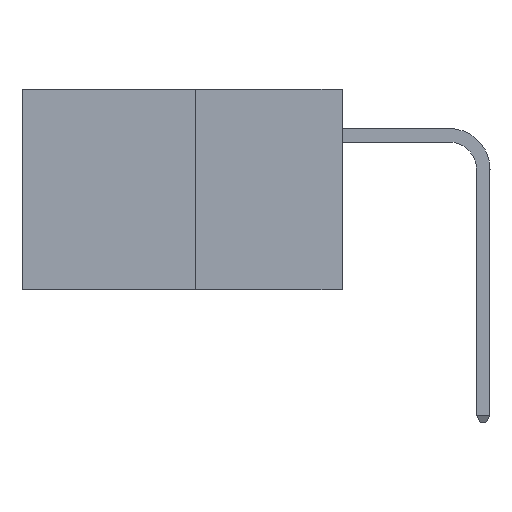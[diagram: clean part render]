
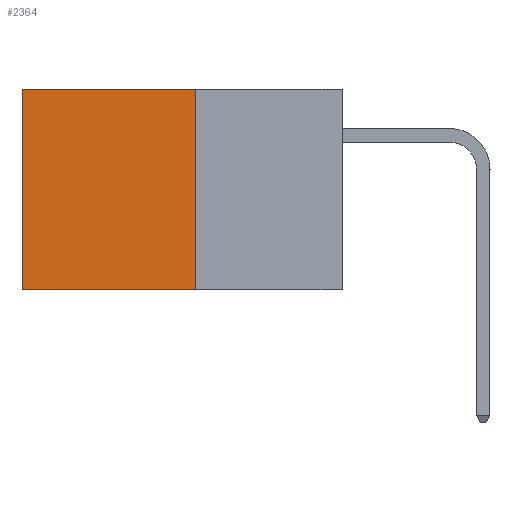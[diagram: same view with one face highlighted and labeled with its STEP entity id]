
A CAD part, left-side view. The second image highlights one B-rep face of the part: STEP entity #2364.
In plain terms, the highlighted planar face has unit normal (-1, 0, 0).
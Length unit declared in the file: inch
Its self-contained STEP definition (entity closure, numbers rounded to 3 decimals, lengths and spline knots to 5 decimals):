
#264 = VERTEX_POINT ( 'NONE', #1831 ) ;
#647 = LINE ( 'NONE', #10387, #10020 ) ;
#820 = ORIENTED_EDGE ( 'NONE', *, *, #10597, .F. ) ;
#1399 = DIRECTION ( 'NONE',  ( 0., 1., 0. ) ) ;
#1769 = EDGE_CURVE ( 'NONE', #7571, #4412, #3403, .T. ) ;
#1831 = CARTESIAN_POINT ( 'NONE',  ( 0.277, 0.59, 0. ) ) ;
#2364 = ADVANCED_FACE ( 'NONE', ( #8293 ), #6272, .F. ) ;
#2521 = CARTESIAN_POINT ( 'NONE',  ( 0.277, 0.59, -0.37 ) ) ;
#2660 = DIRECTION ( 'NONE',  ( 1., 0., 0. ) ) ;
#2683 = DIRECTION ( 'NONE',  ( 0., 0., -1. ) ) ;
#2910 = VECTOR ( 'NONE', #4407, 39.37008 ) ;
#2967 = CARTESIAN_POINT ( 'NONE',  ( 0.277, 0.27, -0.37 ) ) ;
#3087 = ORIENTED_EDGE ( 'NONE', *, *, #1769, .F. ) ;
#3403 = LINE ( 'NONE', #9211, #7879 ) ;
#3600 = CARTESIAN_POINT ( 'NONE',  ( 0.277, 0.27, 0. ) ) ;
#4407 = DIRECTION ( 'NONE',  ( 0., 0., -1. ) ) ;
#4412 = VERTEX_POINT ( 'NONE', #6896 ) ;
#5353 = LINE ( 'NONE', #2521, #2910 ) ;
#5766 = VECTOR ( 'NONE', #6538, 39.37008 ) ;
#6034 = LINE ( 'NONE', #3600, #5766 ) ;
#6068 = DIRECTION ( 'NONE',  ( 0., 0., -1. ) ) ;
#6272 = PLANE ( 'NONE',  #7500 ) ;
#6398 = EDGE_CURVE ( 'NONE', #6935, #264, #6034, .T. ) ;
#6538 = DIRECTION ( 'NONE',  ( 0., 1., 0. ) ) ;
#6757 = ORIENTED_EDGE ( 'NONE', *, *, #9777, .T. ) ;
#6810 = ORIENTED_EDGE ( 'NONE', *, *, #6398, .T. ) ;
#6896 = CARTESIAN_POINT ( 'NONE',  ( 0.277, 0.59, -0.37 ) ) ;
#6935 = VERTEX_POINT ( 'NONE', #8263 ) ;
#7500 = AXIS2_PLACEMENT_3D ( 'NONE', #8993, #2660, #2683 ) ;
#7571 = VERTEX_POINT ( 'NONE', #2967 ) ;
#7879 = VECTOR ( 'NONE', #1399, 39.37008 ) ;
#8263 = CARTESIAN_POINT ( 'NONE',  ( 0.277, 0.27, 0. ) ) ;
#8293 = FACE_OUTER_BOUND ( 'NONE', #11187, .T. ) ;
#8993 = CARTESIAN_POINT ( 'NONE',  ( 0.277, 0.27, -0.37 ) ) ;
#9211 = CARTESIAN_POINT ( 'NONE',  ( 0.277, 0.27, -0.37 ) ) ;
#9777 = EDGE_CURVE ( 'NONE', #264, #4412, #5353, .T. ) ;
#10020 = VECTOR ( 'NONE', #6068, 39.37008 ) ;
#10387 = CARTESIAN_POINT ( 'NONE',  ( 0.277, 0.27, -0.37 ) ) ;
#10597 = EDGE_CURVE ( 'NONE', #6935, #7571, #647, .T. ) ;
#11187 = EDGE_LOOP ( 'NONE', ( #6757, #3087, #820, #6810 ) ) ;
